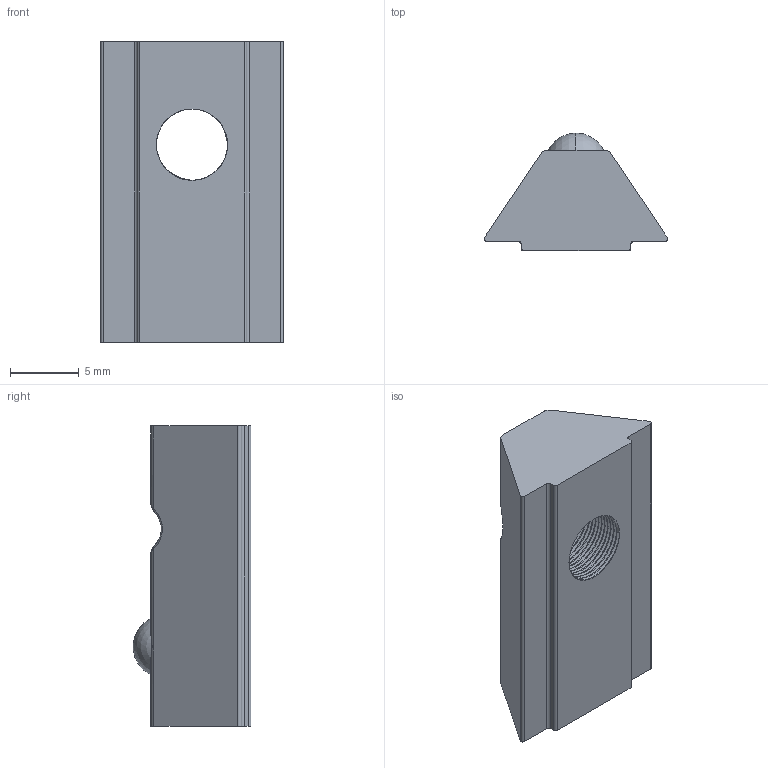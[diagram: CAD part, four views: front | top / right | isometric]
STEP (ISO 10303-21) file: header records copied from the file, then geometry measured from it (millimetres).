
FILE_DESCRIPTION (( 'STEP AP214' ), '1' );
FILE_NAME ('3011-306.STEP', '2024-09-09T12:42:40', ( '' ), ( '' ), 'SwSTEP 2.0', 'SolidWorks 2022', '' );
FILE_SCHEMA (( 'AUTOMOTIVE_DESIGN' ));
Length unit declared in the file: millimetre
Products named in the file (1): 3011-306
Bounding box: 13.35 x 8.6 x 21.9 mm (x, y, z)
Volume: 1300.3 mm3; surface area: 1087.2 mm2
Topology: 1 solids, 2 shells, 113 faces, 317 edges, 206 vertices
Faces by surface type: cylinder 60, bspline 25, plane 15, torus 7, sphere 4, cone 2
Entity records: 13378 total; most frequent: CARTESIAN_POINT 10932, ORIENTED_EDGE 634, DIRECTION 385, EDGE_CURVE 317, VERTEX_POINT 206, AXIS2_PLACEMENT_3D 148, EDGE_LOOP 115, FACE_OUTER_BOUND 113
